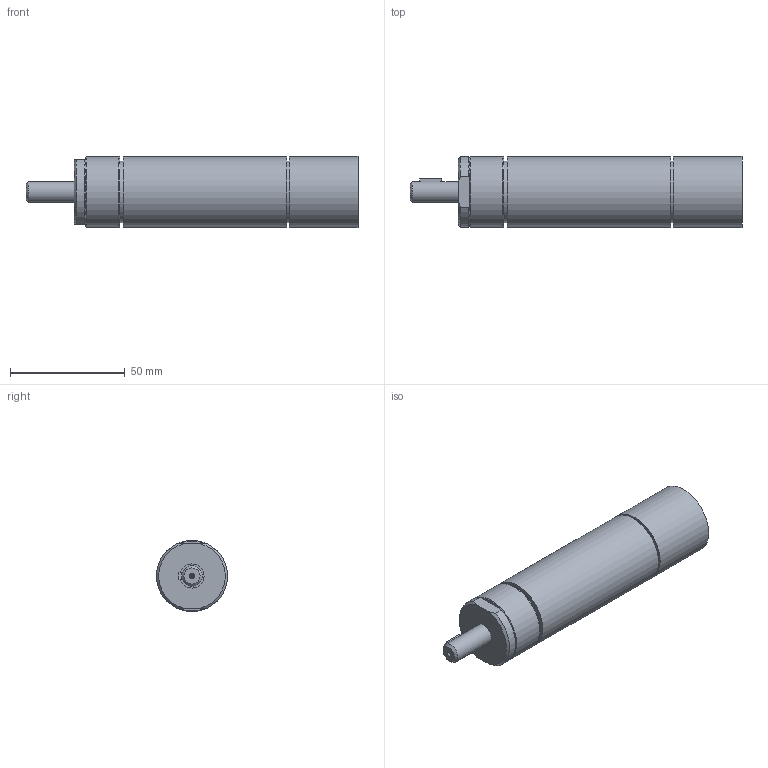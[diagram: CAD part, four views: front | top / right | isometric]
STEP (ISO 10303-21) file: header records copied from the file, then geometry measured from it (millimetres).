
FILE_DESCRIPTION(/* description */ (''),/* implementation_level */ '2;1');
FILE_NAME(/* name */ 'MRD 12-480_60032997.stp',/* time_stamp */ '2018-09-06T11:47:23+02:00',/* author */ ('FLambert'),/* organization */ (''),/* preprocessor_version */ 'ST-DEVELOPER v17',/* originating_system */ 'Autodesk Inventor 2018',/* authorisation */ '');
FILE_SCHEMA (('AUTOMOTIVE_DESIGN { 1 0 10303 214 3 1 1 }'));
Length unit declared in the file: millimetre
Products named in the file (1): MRD 12-480_60032997
Bounding box: 144.9 x 31 x 31 mm (x, y, z)
Volume: 92285.6 mm3; surface area: 16765.2 mm2
Topology: 1 solids, 2 shells, 153 faces, 395 edges, 263 vertices
Faces by surface type: plane 101, cylinder 27, cone 18, bspline 7
Full cylindrical faces by diameter (mm): 1 x1, 4 x1, 8.566 x3, 9 x1, 10.5 x1, 26.789 x2, 28 x1, 29.3 x1, 31 x3
Entity records: 4961 total; most frequent: CARTESIAN_POINT 1003, ORIENTED_EDGE 786, DIRECTION 762, EDGE_CURVE 393, VERTEX_POINT 263, AXIS2_PLACEMENT_3D 260, LINE 242, VECTOR 242
